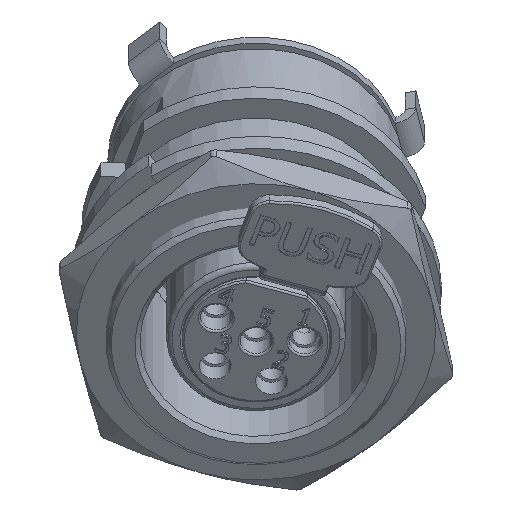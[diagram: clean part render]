
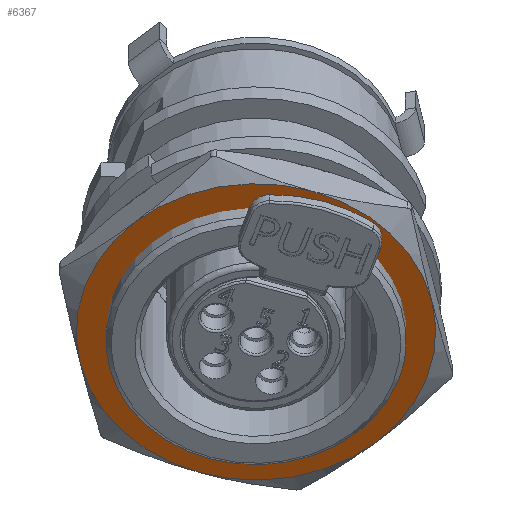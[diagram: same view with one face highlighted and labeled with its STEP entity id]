
A CAD part, top view. The second image highlights one B-rep face of the part: STEP entity #6367.
In plain terms, the highlighted planar face has unit normal (0, -0.568, 0.823).
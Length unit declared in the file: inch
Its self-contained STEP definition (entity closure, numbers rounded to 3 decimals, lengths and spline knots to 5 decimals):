
#508=FACE_BOUND('',#1084,.T.);
#763=FACE_OUTER_BOUND('',#1083,.T.);
#1083=EDGE_LOOP('',(#5594,#5595,#5596,#5597,#5598,#5599));
#1084=EDGE_LOOP('',(#5600));
#1386=CIRCLE('',#8382,0.33465);
#1387=CIRCLE('',#8384,0.33465);
#1388=CIRCLE('',#8386,0.33465);
#1389=CIRCLE('',#8388,0.33465);
#1390=CIRCLE('',#8390,0.33465);
#1391=CIRCLE('',#8392,0.33465);
#1398=CIRCLE('',#8414,0.27264);
#2421=VERTEX_POINT('',#14468);
#2423=VERTEX_POINT('',#14483);
#2425=VERTEX_POINT('',#14490);
#2428=VERTEX_POINT('',#14511);
#2431=VERTEX_POINT('',#14535);
#2434=VERTEX_POINT('',#14556);
#2456=VERTEX_POINT('',#14736);
#3734=EDGE_CURVE('',#2421,#2423,#1386,.T.);
#3738=EDGE_CURVE('',#2425,#2421,#1387,.T.);
#3742=EDGE_CURVE('',#2428,#2425,#1388,.T.);
#3744=EDGE_CURVE('',#2431,#2428,#1389,.T.);
#3748=EDGE_CURVE('',#2434,#2431,#1390,.T.);
#3752=EDGE_CURVE('',#2423,#2434,#1391,.T.);
#3788=EDGE_CURVE('',#2456,#2456,#1398,.T.);
#5594=ORIENTED_EDGE('',*,*,#3752,.T.);
#5595=ORIENTED_EDGE('',*,*,#3748,.T.);
#5596=ORIENTED_EDGE('',*,*,#3744,.T.);
#5597=ORIENTED_EDGE('',*,*,#3742,.T.);
#5598=ORIENTED_EDGE('',*,*,#3738,.T.);
#5599=ORIENTED_EDGE('',*,*,#3734,.T.);
#5600=ORIENTED_EDGE('',*,*,#3788,.F.);
#5840=PLANE('',#8413);
#6367=ADVANCED_FACE('',(#763,#508),#5840,.F.);
#8382=AXIS2_PLACEMENT_3D('',#14487,#10158,#10159);
#8384=AXIS2_PLACEMENT_3D('',#14508,#10162,#10163);
#8386=AXIS2_PLACEMENT_3D('',#14529,#10166,#10167);
#8388=AXIS2_PLACEMENT_3D('',#14536,#10170,#10171);
#8390=AXIS2_PLACEMENT_3D('',#14557,#10174,#10175);
#8392=AXIS2_PLACEMENT_3D('',#14577,#10178,#10179);
#8413=AXIS2_PLACEMENT_3D('',#14735,#10229,#10230);
#8414=AXIS2_PLACEMENT_3D('',#14737,#10231,#10232);
#10158=DIRECTION('center_axis',(0.,-0.568,
0.823));
#10159=DIRECTION('ref_axis',(0.979,0.17,0.117));
#10162=DIRECTION('center_axis',(0.,-0.568,
0.823));
#10163=DIRECTION('ref_axis',(0.979,0.17,0.117));
#10166=DIRECTION('center_axis',(0.,-0.568,
0.823));
#10167=DIRECTION('ref_axis',(0.979,0.17,0.117));
#10170=DIRECTION('center_axis',(0.,-0.568,
0.823));
#10171=DIRECTION('ref_axis',(0.979,0.17,0.117));
#10174=DIRECTION('center_axis',(0.,-0.568,
0.823));
#10175=DIRECTION('ref_axis',(0.979,0.17,0.117));
#10178=DIRECTION('center_axis',(0.,-0.568,
0.823));
#10179=DIRECTION('ref_axis',(0.979,0.17,0.117));
#10229=DIRECTION('center_axis',(0.,0.568,
-0.823));
#10230=DIRECTION('ref_axis',(0.979,0.17,0.117));
#10231=DIRECTION('center_axis',(0.,-0.568,
0.823));
#10232=DIRECTION('ref_axis',(-0.979,-0.17,-0.117));
#14468=CARTESIAN_POINT('',(0.12384,-0.35597,0.46302));
#14483=CARTESIAN_POINT('',(0.45129,-0.29916,0.50222));
#14487=CARTESIAN_POINT('Origin',(0.2278,-0.09417,
0.6437));
#14490=CARTESIAN_POINT('',(-0.09965,-0.15097,0.6045));
#14508=CARTESIAN_POINT('Origin',(0.2278,-0.09417,
0.6437));
#14511=CARTESIAN_POINT('',(0.0043,0.11082,0.78517));
#14529=CARTESIAN_POINT('Origin',(0.2278,-0.09417,
0.6437));
#14535=CARTESIAN_POINT('',(0.33175,0.16762,0.82437));
#14536=CARTESIAN_POINT('Origin',(0.2278,-0.09417,
0.6437));
#14556=CARTESIAN_POINT('',(0.55525,-0.03737,0.6829));
#14557=CARTESIAN_POINT('Origin',(0.2278,-0.09417,
0.6437));
#14577=CARTESIAN_POINT('Origin',(0.2278,-0.09417,
0.6437));
#14735=CARTESIAN_POINT('Origin',(0.2278,-0.09417,
0.6437));
#14736=CARTESIAN_POINT('',(0.49458,-0.04789,0.67564));
#14737=CARTESIAN_POINT('Origin',(0.2278,-0.09417,
0.6437));
